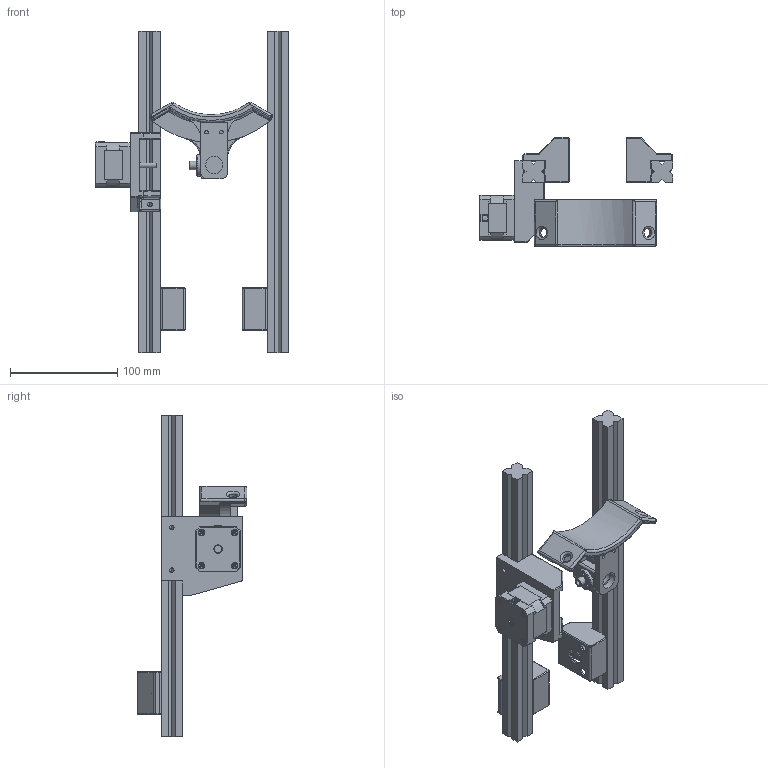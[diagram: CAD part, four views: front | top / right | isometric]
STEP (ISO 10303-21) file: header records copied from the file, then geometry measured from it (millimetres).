
FILE_DESCRIPTION(/* description */ (''),/* implementation_level */ '2;1');
FILE_NAME(/* name */ 'EQ5Adapter v15.step',/* time_stamp */ '2023-10-19T08:29:23-07:00',/* author */ (''),/* organization */ (''),/* preprocessor_version */ 'ST-DEVELOPER v20',/* originating_system */ 'Autodesk Translation Framework v12.9.0.99',/* authorisation */ '');
FILE_SCHEMA (('AUTOMOTIVE_DESIGN { 1 0 10303 214 3 1 1 }'));
Length unit declared in the file: millimetre
Products named in the file (17): EQ5Adapter; AdapterWithRod ; NEMA17x33 v1; Frontplate; Backplate; Connenctor; Housing; Bearing dummy; Bearing dummy 01; Core; Cable; M3x25-Screw; Component17; PitchNut; PitchNutHolder; PitchClamp; MotorMount
Assembly tree (19 placements, depth 4):
  EQ5Adapter
    AdapterWithRod 
      NEMA17x33 v1
        Frontplate
        Backplate
        Connenctor
        Housing
        Bearing dummy
        Bearing dummy 01
        Core
        Cable
        M3x25-Screw  x4
      Component17
    PitchNut
    PitchNutHolder
    PitchClamp
    MotorMount
Bounding box: 180.67 x 102.52 x 300 mm (x, y, z)
Volume: 470051.8 mm3; surface area: 156717.6 mm2
Topology: 22 solids, 22 shells, 825 faces, 1973 edges, 1238 vertices
Faces by surface type: plane 418, cylinder 234, cone 81, torus 56, bspline 22, sphere 14
Full cylindrical faces by diameter (mm): 2.46 x12, 3 x7, 3.4 x6, 4.2 x2, 4.4 x10, 4.6 x6, 5 x2, 5.5 x3, 5.8 x2, 6 x4, 7 x1, 7.5 x6, 8 x6, 8.4 x2, 11.4 x4, 12 x6, 15 x2, 16 x5, 17.3 x2, 17.8 x4, 18.4 x4, 20 x1, 22 x5, 23 x1, 28 x3, 30 x2, 35 x1
Entity records: 24641 total; most frequent: CARTESIAN_POINT 6683, DIRECTION 3764, ORIENTED_EDGE 3492, EDGE_CURVE 1746, AXIS2_PLACEMENT_3D 1396, VERTEX_POINT 1091, LINE 972, VECTOR 972
